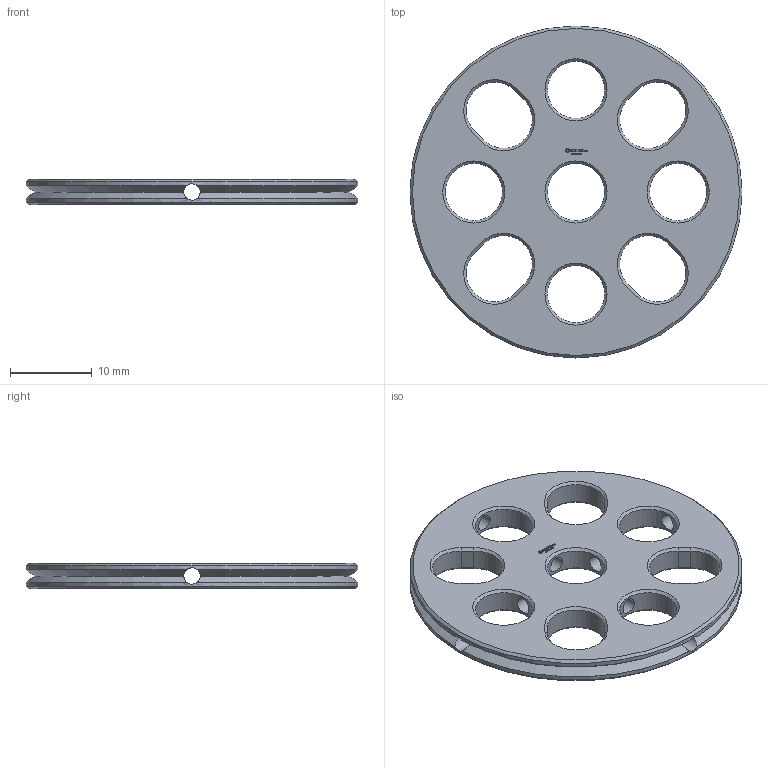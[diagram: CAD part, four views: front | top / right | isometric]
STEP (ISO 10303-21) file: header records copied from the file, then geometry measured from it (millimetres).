
FILE_DESCRIPTION(('FreeCAD Model'),'2;1');
FILE_NAME('Open CASCADE Shape Model','2023-11-14T16:09:43',(''),(''), 'Open CASCADE STEP processor 7.6','FreeCAD','Unknown');
FILE_SCHEMA(('AUTOMOTIVE_DESIGN { 1 0 10303 214 1 1 1 1 }'));
Length unit declared in the file: millimetre
Products named in the file (1): Washer FRE OCT BU03.25x00.25 - SPN-WSR-0047 (stemfie.org)
Bounding box: 40.62 x 40.62 x 3.12 mm (x, y, z)
Volume: 2586.2 mm3; surface area: 3058.1 mm2
Topology: 1 solids, 1 shells, 540 faces, 1497 edges, 982 vertices
Faces by surface type: plane 343, extrusion 138, cone 36, cylinder 23
Full cylindrical faces by diameter (mm): 2 x8, 7 x5, 40.625 x2
Entity records: 39496 total; most frequent: CARTESIAN_POINT 10541, DIRECTION 4782, VECTOR 3837, LINE 3699, ORIENTED_EDGE 2994, PCURVE 2994, DEFINITIONAL_REPRESENTATION 2994, EDGE_CURVE 1497
